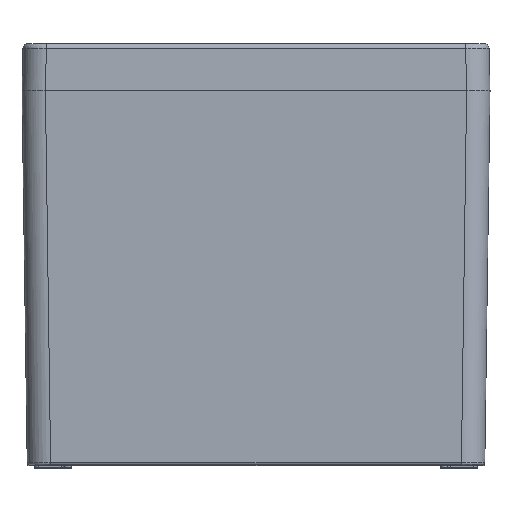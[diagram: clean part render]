
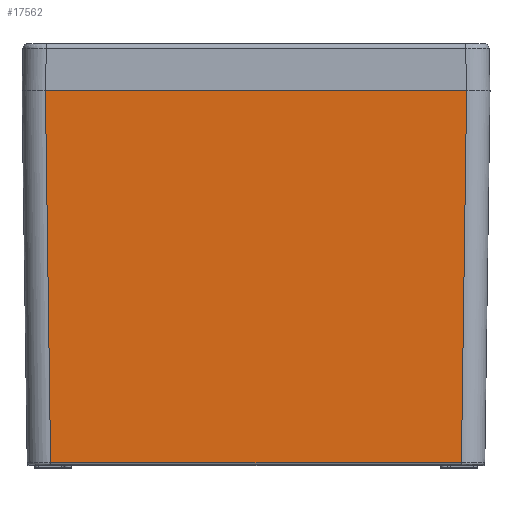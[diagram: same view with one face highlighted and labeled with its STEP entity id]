
A CAD part, top view. The second image highlights one B-rep face of the part: STEP entity #17562.
In plain terms, the highlighted planar face has unit normal (0, -0.014, 1).
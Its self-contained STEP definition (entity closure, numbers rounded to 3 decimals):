
#825=CARTESIAN_POINT('',(90.001,160.,115.));
#836=DIRECTION('',(1.,0.,0.));
#837=VECTOR('',#836,180.002);
#838=CARTESIAN_POINT('',(-90.001,160.,115.));
#839=LINE('',#838,#837);
#849=CARTESIAN_POINT('',(-90.001,160.,115.));
#7792=DIRECTION('',(-1.,0.,0.));
#7793=VECTOR('',#7792,175.561);
#7794=CARTESIAN_POINT('',(87.781,0.986,112.78));
#7795=LINE('',#7794,#7793);
#7799=DIRECTION('',(0.014,-1.,-0.014));
#7800=VECTOR('',#7799,159.045);
#7801=CARTESIAN_POINT('',(-90.001,160.,115.));
#7802=LINE('',#7801,#7800);
#7806=DIRECTION('',(-0.014,-1.,-0.014));
#7807=VECTOR('',#7806,159.045);
#7808=CARTESIAN_POINT('',(90.001,160.,115.));
#7809=LINE('',#7808,#7807);
#8337=VERTEX_POINT('',#825);
#8340=VERTEX_POINT('',#849);
#8349=CARTESIAN_POINT('',(87.781,0.986,112.78));
#8350=CARTESIAN_POINT('',(-87.781,0.986,
112.78));
#8351=VERTEX_POINT('',#8349);
#8352=VERTEX_POINT('',#8350);
#17551=CARTESIAN_POINT('',(-105.148,160.,115.));
#17552=DIRECTION('',(0.,-0.014,1.));
#17553=DIRECTION('',(1.,0.,0.));
#17554=AXIS2_PLACEMENT_3D('',#17551,#17552,#17553);
#17555=PLANE('',#17554);
#17556=ORIENTED_EDGE('',*,*,#17276,.T.);
#17557=ORIENTED_EDGE('',*,*,#17546,.F.);
#17558=ORIENTED_EDGE('',*,*,#9593,.T.);
#17559=ORIENTED_EDGE('',*,*,#17210,.T.);
#17560=EDGE_LOOP('',(#17556,#17557,#17558,#17559));
#17561=FACE_OUTER_BOUND('',#17560,.F.);
#17562=ADVANCED_FACE('',(#17561),#17555,.T.);
#9593=EDGE_CURVE('',#8340,#8337,#839,.T.);
#17210=EDGE_CURVE('',#8337,#8351,#7809,.T.);
#17276=EDGE_CURVE('',#8351,#8352,#7795,.T.);
#17546=EDGE_CURVE('',#8340,#8352,#7802,.T.);
